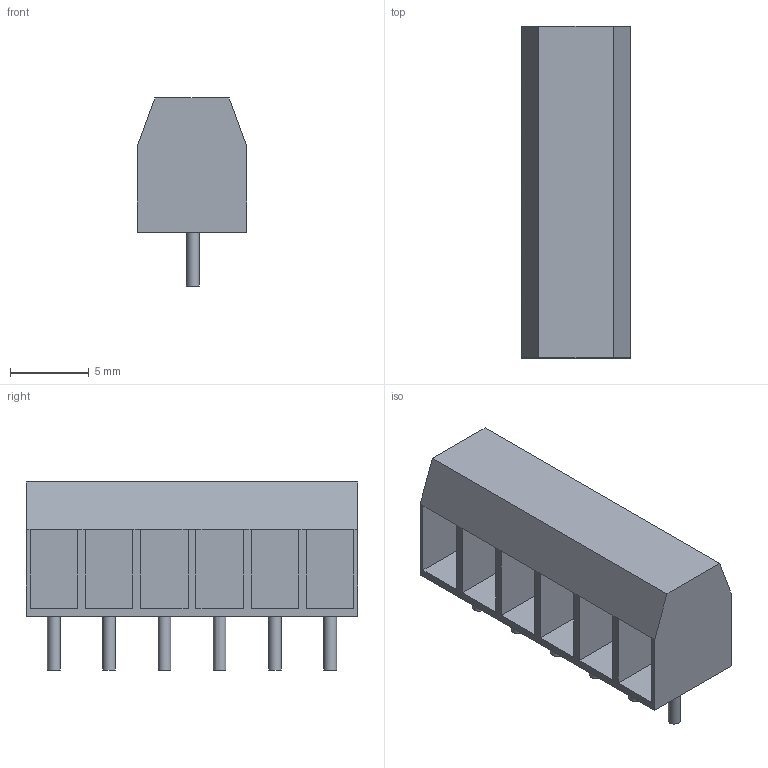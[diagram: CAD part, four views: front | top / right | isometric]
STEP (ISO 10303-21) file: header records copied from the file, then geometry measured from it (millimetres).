
FILE_DESCRIPTION(/* description */ ('STEP AP242','CAx-IF Rec.Pracs.---Representation and Presentation of Product Manufacturing Information (PMI)---4.0---2014-10-13','CAx-IF Rec.Pracs.---3D Tessellated Geometry---0.4---2014-09-14','2;1'),/* implementation_level */ '2;1');
FILE_NAME(/* name */ '64b847efd0cbec59cc9014f7',/* time_stamp */ '2023-07-19T20:30:39Z',/* author */ (''),/* organization */ (''),/* preprocessor_version */ 'ST-DEVELOPER v19.4',/* originating_system */ ' ',/* authorisation */ ' ');
FILE_SCHEMA (('AP242_MANAGED_MODEL_BASED_3D_ENGINEERING_MIM_LF { 1 0 10303 442 1 1 4 }'));
Length unit declared in the file: metre
Products named in the file (8): DB301V-3.5-6P; Part 3; Part 4; Part 2; Part 7; Part 5; Part 6; Part 1
Assembly tree (7 placements, depth 2):
  DB301V-3.5-6P
    Part 3
    Part 4
    Part 2
    Part 7
    Part 5
    Part 6
    Part 1
Bounding box: 6.9 x 21 x 11.9 mm (x, y, z)
Volume: 903.2 mm3; surface area: 1064.8 mm2
Topology: 7 solids, 7 shells, 56 faces, 114 edges, 72 vertices
Faces by surface type: plane 50, cylinder 6
Full cylindrical faces by diameter (mm): 0.8 x6
Entity records: 1602 total; most frequent: DIRECTION 248, CARTESIAN_POINT 244, ORIENTED_EDGE 216, EDGE_CURVE 108, LINE 96, VECTOR 96, AXIS2_PLACEMENT_3D 76, VERTEX_POINT 72
